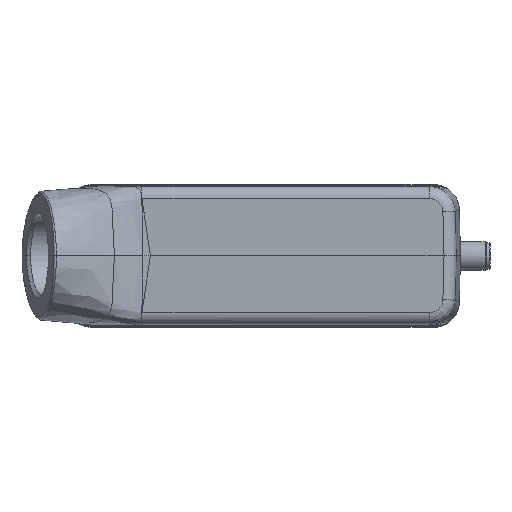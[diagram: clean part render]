
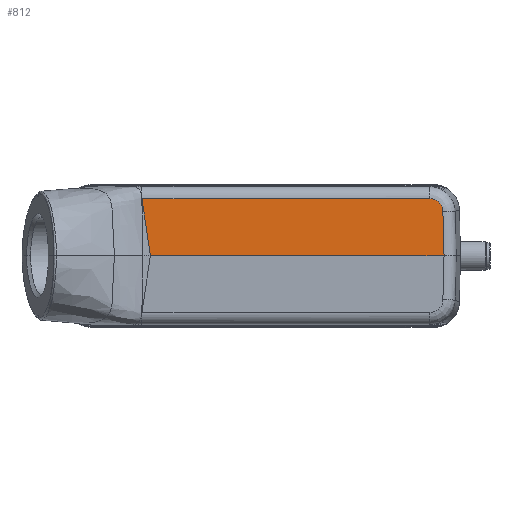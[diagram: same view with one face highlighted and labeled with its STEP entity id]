
A CAD part, top view. The second image highlights one B-rep face of the part: STEP entity #812.
In plain terms, the highlighted planar face has unit normal (0, 0.007, 1).
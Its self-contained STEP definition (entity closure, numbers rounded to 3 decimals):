
#608=FACE_OUTER_BOUND('',#1528,.T.);
#812=ADVANCED_FACE('',(#608),#989,.T.);
#989=PLANE('',#3789);
#1128=LINE('',#7867,#1296);
#1134=LINE('',#7903,#1302);
#1135=LINE('',#7905,#1303);
#1136=LINE('',#7907,#1304);
#1296=VECTOR('',#4314,1.);
#1302=VECTOR('',#4330,1.);
#1303=VECTOR('',#4331,1.);
#1304=VECTOR('',#4332,1.);
#1528=EDGE_LOOP('',(#2141,#2142,#2143,#2144,#2145));
#2141=ORIENTED_EDGE('',*,*,#3341,.T.);
#2142=ORIENTED_EDGE('',*,*,#3342,.T.);
#2143=ORIENTED_EDGE('',*,*,#3343,.T.);
#2144=ORIENTED_EDGE('',*,*,#3344,.T.);
#2145=ORIENTED_EDGE('',*,*,#3330,.T.);
#2923=VERTEX_POINT('',#6700);
#2933=VERTEX_POINT('',#7868);
#2940=VERTEX_POINT('',#7904);
#2941=VERTEX_POINT('',#7906);
#2942=VERTEX_POINT('',#7908);
#3330=EDGE_CURVE('',#2933,#2923,#1128,.T.);
#3341=EDGE_CURVE('',#2923,#2940,#1134,.T.);
#3342=EDGE_CURVE('',#2940,#2941,#1135,.T.);
#3343=EDGE_CURVE('',#2941,#2942,#1136,.T.);
#3344=EDGE_CURVE('',#2942,#2933,#3624,.T.);
#3624=ELLIPSE('',#3788,4.002,4.);
#3788=AXIS2_PLACEMENT_3D('',#7909,#4333,#4334);
#3789=AXIS2_PLACEMENT_3D('',#7910,#4335,#4336);
#4314=DIRECTION('',(-1.,0.,0.));
#4330=DIRECTION('',(0.148,-0.989,0.006));
#4331=DIRECTION('',(1.,0.,0.));
#4332=DIRECTION('',(-0.026,1.,-0.007));
#4333=DIRECTION('',(0.,0.007,1.));
#4334=DIRECTION('',(-0.84,-0.542,0.004));
#4335=DIRECTION('',(0.,0.007,1.));
#4336=DIRECTION('',(0.,-1.,0.007));
#6700=CARTESIAN_POINT('',(-36.852,17.356,60.414));
#7867=CARTESIAN_POINT('',(-59.999,17.356,60.414));
#7868=CARTESIAN_POINT('',(50.978,17.356,60.414));
#7903=CARTESIAN_POINT('',(-28.957,-35.467,60.761));
#7904=CARTESIAN_POINT('',(-34.258,0.,60.528));
#7905=CARTESIAN_POINT('',(-59.999,0.,60.528));
#7906=CARTESIAN_POINT('',(55.326,0.,60.528));
#7907=CARTESIAN_POINT('',(56.291,-37.082,60.771));
#7908=CARTESIAN_POINT('',(54.976,13.462,60.439));
#7909=CARTESIAN_POINT('',(50.976,13.356,60.44));
#7910=CARTESIAN_POINT('',(-59.999,-40.106,60.791));
